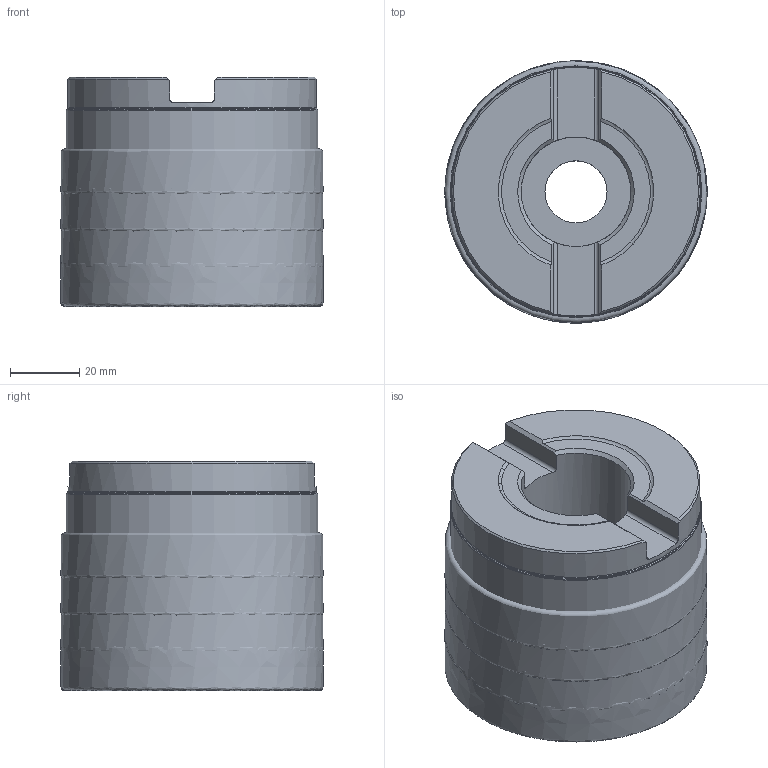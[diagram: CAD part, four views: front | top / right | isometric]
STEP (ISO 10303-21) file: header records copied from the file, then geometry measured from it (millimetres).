
FILE_DESCRIPTION(/* description */ (''),/* implementation_level */ '2;1');
FILE_NAME(/* name */ 'R220.82-03.00-1.69-SN.5BA_Basic.stp',/* time_stamp */ '2023-09-26T11:05:44+06:00',/* author */ (''),/* organization */ (''),/* preprocessor_version */ 'ST-DEVELOPER v16.7',/* originating_system */ 'SIEMENS PLM Software NX 12.0',/* authorisation */ '');
FILE_SCHEMA (('AUTOMOTIVE_DESIGN { 1 0 10303 214 3 1 1 1 }'));
Length unit declared in the file: millimetre
Products named in the file (4): CUT; NOCUT; ASSEMBLY_CONSTRUCTION; A2677602_stp_stp_stp
Assembly tree (6 placements, depth 2):
  A2677602_stp_stp_stp
    ASSEMBLY_CONSTRUCTION
    NOCUT
    CUT  x4
Bounding box: 75.96 x 75.96 x 66.4 mm (x, y, z)
Volume: 387029.7 mm3; surface area: 67944.2 mm2
Topology: 5 solids, 5 shells, 40 faces, 110 edges, 105 vertices
Faces by surface type: plane 17, cylinder 9, cone 6, revolution 4, torus 4
Full cylindrical faces by diameter (mm): 18 x1, 25.006 x1, 31.75 x1, 72 x1, 72.9 x1
Entity records: 1872 total; most frequent: CARTESIAN_POINT 573, DIRECTION 230, ORIENTED_EDGE 166, AXIS2_PLACEMENT_3D 99, EDGE_CURVE 83, VERTEX_POINT 63, STYLED_ITEM 57, PRESENTATION_STYLE_ASSIGNMENT 57
